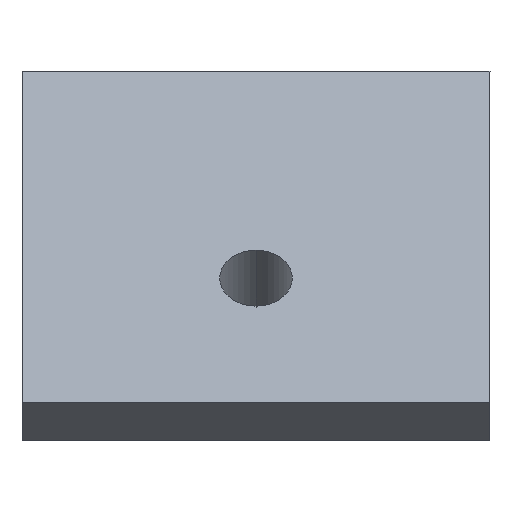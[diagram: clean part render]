
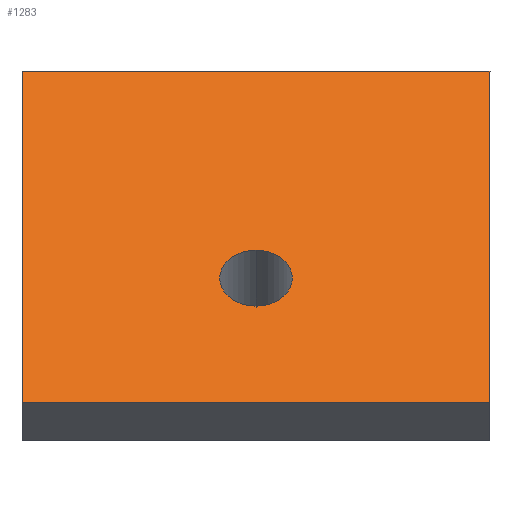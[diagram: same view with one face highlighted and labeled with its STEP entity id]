
A CAD part, front view. The second image highlights one B-rep face of the part: STEP entity #1283.
In plain terms, the highlighted face is planar.
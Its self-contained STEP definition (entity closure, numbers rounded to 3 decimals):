
#36 = AXIS2_PLACEMENT_3D ( 'NONE', #1364, #896, #670 ) ;
#61 = EDGE_LOOP ( 'NONE', ( #1397, #1434, #151, #1099 ) ) ;
#69 = DIRECTION ( 'NONE',  ( 0., -1., 0. ) ) ;
#72 = EDGE_CURVE ( 'NONE', #1029, #1030, #284, .T. ) ;
#104 = CIRCLE ( 'NONE', #1087, 2.25 ) ;
#151 = ORIENTED_EDGE ( 'NONE', *, *, #830, .F. ) ;
#284 = LINE ( 'NONE', #702, #397 ) ;
#386 = CARTESIAN_POINT ( 'NONE',  ( 14.5, -1., -35.7 ) ) ;
#397 = VECTOR ( 'NONE', #1075, 1000. ) ;
#407 = LINE ( 'NONE', #386, #1169 ) ;
#430 = CARTESIAN_POINT ( 'NONE',  ( 14.5, -1., -42.2 ) ) ;
#450 = CARTESIAN_POINT ( 'NONE',  ( 14.5, -1., -35.7 ) ) ;
#454 = EDGE_CURVE ( 'NONE', #1448, #477, #620, .T. ) ;
#477 = VERTEX_POINT ( 'NONE', #1057 ) ;
#495 = DIRECTION ( 'NONE',  ( 0., 0., -1. ) ) ;
#610 = CARTESIAN_POINT ( 'NONE',  ( -14.5, -1., -42.2 ) ) ;
#612 = CARTESIAN_POINT ( 'NONE',  ( 0., -1., -52.406 ) ) ;
#620 = CIRCLE ( 'NONE', #823, 2.25 ) ;
#658 = DIRECTION ( 'NONE',  ( 0., 0., -1. ) ) ;
#670 = DIRECTION ( 'NONE',  ( 0., 0., 1. ) ) ;
#698 = EDGE_CURVE ( 'NONE', #1030, #731, #1374, .T. ) ;
#702 = CARTESIAN_POINT ( 'NONE',  ( -14.5, -1., -62.406 ) ) ;
#712 = DIRECTION ( 'NONE',  ( -1., 0., 0. ) ) ;
#731 = VERTEX_POINT ( 'NONE', #450 ) ;
#823 = AXIS2_PLACEMENT_3D ( 'NONE', #612, #69, #495 ) ;
#830 = EDGE_CURVE ( 'NONE', #1029, #1116, #1320, .T. ) ;
#838 = ORIENTED_EDGE ( 'NONE', *, *, #1229, .F. ) ;
#881 = PLANE ( 'NONE',  #36 ) ;
#889 = CARTESIAN_POINT ( 'NONE',  ( 0., -1., -52.406 ) ) ;
#892 = DIRECTION ( 'NONE',  ( 0., 0., 1. ) ) ;
#896 = DIRECTION ( 'NONE',  ( 0., 1., 0. ) ) ;
#926 = DIRECTION ( 'NONE',  ( 0., 0., 1. ) ) ;
#927 = EDGE_CURVE ( 'NONE', #731, #1116, #407, .T. ) ;
#943 = ORIENTED_EDGE ( 'NONE', *, *, #454, .F. ) ;
#953 = FACE_OUTER_BOUND ( 'NONE', #61, .T. ) ;
#1029 = VERTEX_POINT ( 'NONE', #1421 ) ;
#1030 = VERTEX_POINT ( 'NONE', #1304 ) ;
#1057 = CARTESIAN_POINT ( 'NONE',  ( 0., -1., -50.156 ) ) ;
#1063 = VECTOR ( 'NONE', #892, 1000. ) ;
#1075 = DIRECTION ( 'NONE',  ( 1., 0., 0. ) ) ;
#1087 = AXIS2_PLACEMENT_3D ( 'NONE', #889, #1240, #658 ) ;
#1099 = ORIENTED_EDGE ( 'NONE', *, *, #72, .T. ) ;
#1116 = VERTEX_POINT ( 'NONE', #1215 ) ;
#1169 = VECTOR ( 'NONE', #712, 1000. ) ;
#1215 = CARTESIAN_POINT ( 'NONE',  ( -14.5, -1., -35.7 ) ) ;
#1229 = EDGE_CURVE ( 'NONE', #477, #1448, #104, .T. ) ;
#1240 = DIRECTION ( 'NONE',  ( 0., -1., 0. ) ) ;
#1266 = CARTESIAN_POINT ( 'NONE',  ( 0., -1., -54.656 ) ) ;
#1281 = FACE_BOUND ( 'NONE', #1342, .T. ) ;
#1283 = ADVANCED_FACE ( 'NONE', ( #1281, #953 ), #881, .F. ) ;
#1304 = CARTESIAN_POINT ( 'NONE',  ( 14.5, -1., -62.406 ) ) ;
#1320 = LINE ( 'NONE', #610, #1354 ) ;
#1342 = EDGE_LOOP ( 'NONE', ( #943, #838 ) ) ;
#1354 = VECTOR ( 'NONE', #926, 1000. ) ;
#1364 = CARTESIAN_POINT ( 'NONE',  ( 14.5, -1., -42.2 ) ) ;
#1374 = LINE ( 'NONE', #430, #1063 ) ;
#1397 = ORIENTED_EDGE ( 'NONE', *, *, #698, .T. ) ;
#1421 = CARTESIAN_POINT ( 'NONE',  ( -14.5, -1., -62.406 ) ) ;
#1434 = ORIENTED_EDGE ( 'NONE', *, *, #927, .T. ) ;
#1448 = VERTEX_POINT ( 'NONE', #1266 ) ;
